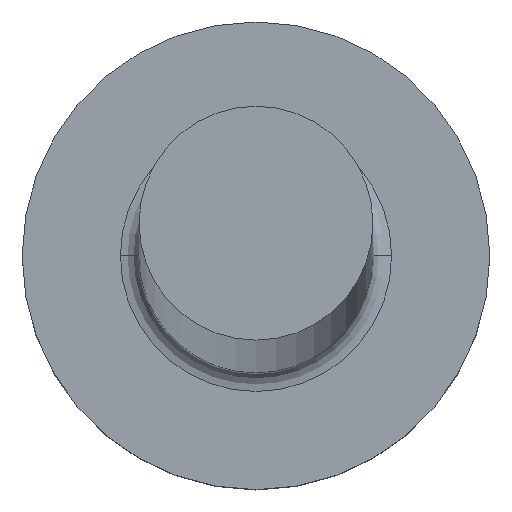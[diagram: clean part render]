
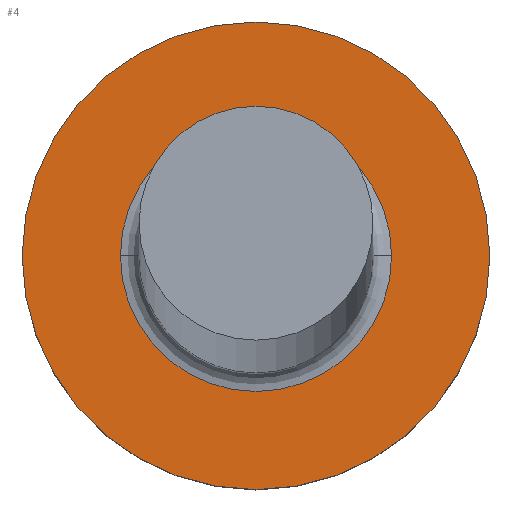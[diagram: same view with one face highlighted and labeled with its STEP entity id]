
A CAD part, top view. The second image highlights one B-rep face of the part: STEP entity #4.
In plain terms, the highlighted planar face has unit normal (0, 0, 1).
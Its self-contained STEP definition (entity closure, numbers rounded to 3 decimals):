
#3 = DIRECTION ( 'NONE',  ( 0., 0., 1. ) ) ;
#4 = ADVANCED_FACE ( 'NONE', ( #104, #253 ), #289, .T. ) ;
#8 = EDGE_LOOP ( 'NONE', ( #96, #207 ) ) ;
#12 = DIRECTION ( 'NONE',  ( 0., 0., 1. ) ) ;
#20 = CIRCLE ( 'NONE', #263, 1.45 ) ;
#25 = AXIS2_PLACEMENT_3D ( 'NONE', #176, #292, #135 ) ;
#26 = EDGE_CURVE ( 'NONE', #168, #73, #95, .T. ) ;
#46 = ORIENTED_EDGE ( 'NONE', *, *, #151, .T. ) ;
#47 = EDGE_CURVE ( 'NONE', #288, #51, #20, .T. ) ;
#51 = VERTEX_POINT ( 'NONE', #169 ) ;
#54 = CARTESIAN_POINT ( 'NONE',  ( 2.5, 0., 2. ) ) ;
#67 = CIRCLE ( 'NONE', #275, 2.5 ) ;
#73 = VERTEX_POINT ( 'NONE', #54 ) ;
#77 = DIRECTION ( 'NONE',  ( 1., 0., 0. ) ) ;
#79 = CARTESIAN_POINT ( 'NONE',  ( 0., 0., 2. ) ) ;
#95 = CIRCLE ( 'NONE', #283, 2.5 ) ;
#96 = ORIENTED_EDGE ( 'NONE', *, *, #103, .T. ) ;
#103 = EDGE_CURVE ( 'NONE', #51, #288, #250, .T. ) ;
#104 = FACE_BOUND ( 'NONE', #8, .T. ) ;
#119 = EDGE_LOOP ( 'NONE', ( #261, #46 ) ) ;
#123 = DIRECTION ( 'NONE',  ( 1., 0., 0. ) ) ;
#135 = DIRECTION ( 'NONE',  ( 1., 0., 0. ) ) ;
#141 = CARTESIAN_POINT ( 'NONE',  ( 0., 0., 2. ) ) ;
#147 = DIRECTION ( 'NONE',  ( 0., 0., -1. ) ) ;
#149 = CARTESIAN_POINT ( 'NONE',  ( 0., 0., 2. ) ) ;
#151 = EDGE_CURVE ( 'NONE', #73, #168, #67, .T. ) ;
#168 = VERTEX_POINT ( 'NONE', #202 ) ;
#169 = CARTESIAN_POINT ( 'NONE',  ( 1.45, 0., 2. ) ) ;
#173 = DIRECTION ( 'NONE',  ( 1., 0., 0. ) ) ;
#176 = CARTESIAN_POINT ( 'NONE',  ( 0., 0., 2. ) ) ;
#202 = CARTESIAN_POINT ( 'NONE',  ( -2.5, 0., 2. ) ) ;
#207 = ORIENTED_EDGE ( 'NONE', *, *, #47, .T. ) ;
#214 = DIRECTION ( 'NONE',  ( 1., 0., 0. ) ) ;
#241 = CARTESIAN_POINT ( 'NONE',  ( -1.45, 0., 2. ) ) ;
#250 = CIRCLE ( 'NONE', #25, 1.45 ) ;
#253 = FACE_OUTER_BOUND ( 'NONE', #119, .T. ) ;
#261 = ORIENTED_EDGE ( 'NONE', *, *, #26, .T. ) ;
#263 = AXIS2_PLACEMENT_3D ( 'NONE', #141, #147, #77 ) ;
#271 = AXIS2_PLACEMENT_3D ( 'NONE', #79, #290, #214 ) ;
#275 = AXIS2_PLACEMENT_3D ( 'NONE', #149, #12, #173 ) ;
#283 = AXIS2_PLACEMENT_3D ( 'NONE', #285, #3, #123 ) ;
#285 = CARTESIAN_POINT ( 'NONE',  ( 0., 0., 2. ) ) ;
#288 = VERTEX_POINT ( 'NONE', #241 ) ;
#289 = PLANE ( 'NONE',  #271 ) ;
#290 = DIRECTION ( 'NONE',  ( 0., 0., 1. ) ) ;
#292 = DIRECTION ( 'NONE',  ( 0., 0., -1. ) ) ;
